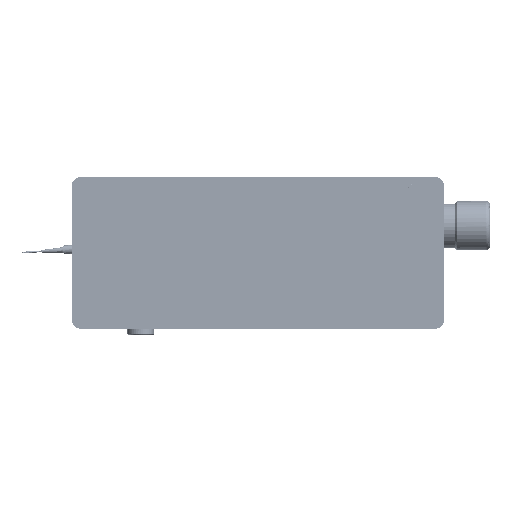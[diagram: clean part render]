
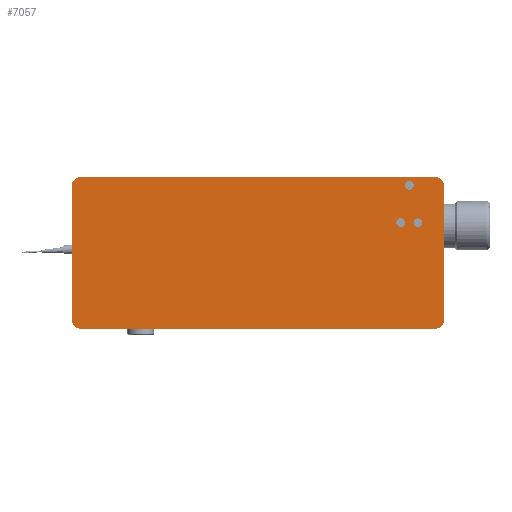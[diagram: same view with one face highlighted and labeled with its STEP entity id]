
A CAD part, front view. The second image highlights one B-rep face of the part: STEP entity #7057.
In plain terms, the highlighted face is planar.
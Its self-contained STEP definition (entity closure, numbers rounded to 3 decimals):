
#242 = DIRECTION ( 'NONE',  ( 1., 0., 0. ) ) ;
#451 = CARTESIAN_POINT ( 'NONE',  ( 0., -65., 20. ) ) ;
#969 = CARTESIAN_POINT ( 'NONE',  ( 200., -65., 20. ) ) ;
#1159 = DIRECTION ( 'NONE',  ( -1., 0., 0. ) ) ;
#1327 = EDGE_CURVE ( 'NONE', #15633, #27037, #2289, .T. ) ;
#1402 = ORIENTED_EDGE ( 'NONE', *, *, #36939, .F. ) ;
#1698 = CARTESIAN_POINT ( 'NONE',  ( 180., 57.5, 20. ) ) ;
#1979 = EDGE_LOOP ( 'NONE', ( #1402, #43935 ) ) ;
#2078 = CARTESIAN_POINT ( 'NONE',  ( 0., 0., 20. ) ) ;
#2289 = LINE ( 'NONE', #42079, #21136 ) ;
#2326 = CARTESIAN_POINT ( 'NONE',  ( 175., 100.5, 20. ) ) ;
#2444 = FACE_BOUND ( 'NONE', #4768, .T. ) ;
#2781 = DIRECTION ( 'NONE',  ( 0., 0., 1. ) ) ;
#3420 = CARTESIAN_POINT ( 'NONE',  ( 180., 57.5, 20. ) ) ;
#3806 = CIRCLE ( 'NONE', #7012, 5. ) ;
#4103 = CARTESIAN_POINT ( 'NONE',  ( 170., 100.5, 20. ) ) ;
#4167 = CARTESIAN_POINT ( 'NONE',  ( -210., 110., 20. ) ) ;
#4416 = AXIS2_PLACEMENT_3D ( 'NONE', #23025, #40868, #1159 ) ;
#4768 = EDGE_LOOP ( 'NONE', ( #34165, #39749 ) ) ;
#5790 = CARTESIAN_POINT ( 'NONE',  ( 185., 57.5, 20. ) ) ;
#6058 = CARTESIAN_POINT ( 'NONE',  ( 160., 57.5, 20. ) ) ;
#6348 = ORIENTED_EDGE ( 'NONE', *, *, #38688, .T. ) ;
#6673 = CIRCLE ( 'NONE', #36751, 5. ) ;
#7012 = AXIS2_PLACEMENT_3D ( 'NONE', #4103, #7463, #11151 ) ;
#7057 = ADVANCED_FACE ( 'NONE', ( #44650, #8718, #2444, #20133 ), #20261, .F. ) ;
#7463 = DIRECTION ( 'NONE',  ( 0., 0., 1. ) ) ;
#8718 = FACE_BOUND ( 'NONE', #1979, .T. ) ;
#9030 = EDGE_LOOP ( 'NONE', ( #13881, #13531, #10476, #33595, #37208, #12577, #11881, #6348 ) ) ;
#9035 = AXIS2_PLACEMENT_3D ( 'NONE', #14017, #29042, #39557 ) ;
#9330 = AXIS2_PLACEMENT_3D ( 'NONE', #3420, #17938, #22216 ) ;
#9743 = DIRECTION ( 'NONE',  ( 0., 0., 1. ) ) ;
#10332 = VERTEX_POINT ( 'NONE', #5790 ) ;
#10476 = ORIENTED_EDGE ( 'NONE', *, *, #39068, .T. ) ;
#10731 = CARTESIAN_POINT ( 'NONE',  ( 210., 0., 20. ) ) ;
#10897 = EDGE_CURVE ( 'NONE', #13559, #37397, #22561, .T. ) ;
#11151 = DIRECTION ( 'NONE',  ( 1., 0., 0. ) ) ;
#11881 = ORIENTED_EDGE ( 'NONE', *, *, #26884, .T. ) ;
#12166 = LINE ( 'NONE', #10731, #29294 ) ;
#12269 = AXIS2_PLACEMENT_3D ( 'NONE', #36729, #25854, #14999 ) ;
#12395 = DIRECTION ( 'NONE',  ( 1., 0., 0. ) ) ;
#12442 = CARTESIAN_POINT ( 'NONE',  ( 200., 100., 20. ) ) ;
#12560 = AXIS2_PLACEMENT_3D ( 'NONE', #6058, #9743, #41782 ) ;
#12577 = ORIENTED_EDGE ( 'NONE', *, *, #38564, .T. ) ;
#13531 = ORIENTED_EDGE ( 'NONE', *, *, #32453, .T. ) ;
#13559 = VERTEX_POINT ( 'NONE', #35903 ) ;
#13780 = DIRECTION ( 'NONE',  ( 1., 0., 0. ) ) ;
#13881 = ORIENTED_EDGE ( 'NONE', *, *, #1327, .T. ) ;
#14017 = CARTESIAN_POINT ( 'NONE',  ( -210., 100., 20. ) ) ;
#14569 = CARTESIAN_POINT ( 'NONE',  ( 160., 57.5, 20. ) ) ;
#14909 = AXIS2_PLACEMENT_3D ( 'NONE', #14569, #18741, #242 ) ;
#14999 = DIRECTION ( 'NONE',  ( -1., 0., 0. ) ) ;
#15626 = EDGE_CURVE ( 'NONE', #34581, #38742, #23256, .T. ) ;
#15633 = VERTEX_POINT ( 'NONE', #40639 ) ;
#15888 = CIRCLE ( 'NONE', #14909, 5. ) ;
#15901 = EDGE_CURVE ( 'NONE', #29762, #10332, #6673, .T. ) ;
#15942 = DIRECTION ( 'NONE',  ( 0., 0., 1. ) ) ;
#16193 = ORIENTED_EDGE ( 'NONE', *, *, #29307, .F. ) ;
#16467 = CARTESIAN_POINT ( 'NONE',  ( 165., 57.5, 20. ) ) ;
#17735 = CARTESIAN_POINT ( 'NONE',  ( -220., 100., 20. ) ) ;
#17830 = CARTESIAN_POINT ( 'NONE',  ( -220., -55., 20. ) ) ;
#17938 = DIRECTION ( 'NONE',  ( 0., 0., 1. ) ) ;
#18741 = DIRECTION ( 'NONE',  ( 0., 0., 1. ) ) ;
#19062 = VERTEX_POINT ( 'NONE', #17735 ) ;
#20133 = FACE_OUTER_BOUND ( 'NONE', #9030, .T. ) ;
#20261 = PLANE ( 'NONE',  #45954 ) ;
#20756 = VECTOR ( 'NONE', #31575, 1000. ) ;
#20786 = CARTESIAN_POINT ( 'NONE',  ( 175., 57.5, 20. ) ) ;
#20947 = VERTEX_POINT ( 'NONE', #27322 ) ;
#21136 = VECTOR ( 'NONE', #27591, 1000. ) ;
#21938 = CIRCLE ( 'NONE', #9035, 10. ) ;
#22216 = DIRECTION ( 'NONE',  ( 1., 0., 0. ) ) ;
#22561 = CIRCLE ( 'NONE', #35021, 5. ) ;
#22660 = AXIS2_PLACEMENT_3D ( 'NONE', #12442, #15942, #30483 ) ;
#23025 = CARTESIAN_POINT ( 'NONE',  ( -210., -55., 20. ) ) ;
#23256 = LINE ( 'NONE', #451, #39802 ) ;
#23665 = CIRCLE ( 'NONE', #12269, 10. ) ;
#23679 = VERTEX_POINT ( 'NONE', #16467 ) ;
#25163 = EDGE_CURVE ( 'NONE', #23679, #27529, #46528, .T. ) ;
#25854 = DIRECTION ( 'NONE',  ( 0., 0., 1. ) ) ;
#26353 = CARTESIAN_POINT ( 'NONE',  ( 170., 100.5, 20. ) ) ;
#26884 = EDGE_CURVE ( 'NONE', #20947, #44754, #12166, .T. ) ;
#27037 = VERTEX_POINT ( 'NONE', #4167 ) ;
#27322 = CARTESIAN_POINT ( 'NONE',  ( 210., -55., 20. ) ) ;
#27529 = VERTEX_POINT ( 'NONE', #42564 ) ;
#27591 = DIRECTION ( 'NONE',  ( -1., 0., 0. ) ) ;
#27618 = DIRECTION ( 'NONE',  ( -1., 0., 0. ) ) ;
#29042 = DIRECTION ( 'NONE',  ( 0., 0., 1. ) ) ;
#29294 = VECTOR ( 'NONE', #36091, 1000. ) ;
#29307 = EDGE_CURVE ( 'NONE', #27529, #23679, #15888, .T. ) ;
#29362 = CIRCLE ( 'NONE', #22660, 10. ) ;
#29495 = DIRECTION ( 'NONE',  ( 1., 0., 0. ) ) ;
#29762 = VERTEX_POINT ( 'NONE', #20786 ) ;
#30483 = DIRECTION ( 'NONE',  ( -1., 0., 0. ) ) ;
#31488 = EDGE_CURVE ( 'NONE', #10332, #29762, #44253, .T. ) ;
#31575 = DIRECTION ( 'NONE',  ( 0., -1., 0. ) ) ;
#31659 = EDGE_CURVE ( 'NONE', #39210, #34581, #43668, .T. ) ;
#31908 = CARTESIAN_POINT ( 'NONE',  ( 210., 100., 20. ) ) ;
#32380 = CARTESIAN_POINT ( 'NONE',  ( -210., -65., 20. ) ) ;
#32453 = EDGE_CURVE ( 'NONE', #27037, #19062, #21938, .T. ) ;
#32926 = EDGE_LOOP ( 'NONE', ( #45630, #16193 ) ) ;
#33265 = LINE ( 'NONE', #46243, #20756 ) ;
#33595 = ORIENTED_EDGE ( 'NONE', *, *, #31659, .T. ) ;
#34165 = ORIENTED_EDGE ( 'NONE', *, *, #31488, .F. ) ;
#34581 = VERTEX_POINT ( 'NONE', #32380 ) ;
#35021 = AXIS2_PLACEMENT_3D ( 'NONE', #26353, #2781, #13780 ) ;
#35903 = CARTESIAN_POINT ( 'NONE',  ( 165., 100.5, 20. ) ) ;
#36091 = DIRECTION ( 'NONE',  ( 0., 1., 0. ) ) ;
#36729 = CARTESIAN_POINT ( 'NONE',  ( 200., -55., 20. ) ) ;
#36751 = AXIS2_PLACEMENT_3D ( 'NONE', #1698, #45399, #12395 ) ;
#36939 = EDGE_CURVE ( 'NONE', #37397, #13559, #3806, .T. ) ;
#37208 = ORIENTED_EDGE ( 'NONE', *, *, #15626, .T. ) ;
#37397 = VERTEX_POINT ( 'NONE', #2326 ) ;
#38564 = EDGE_CURVE ( 'NONE', #38742, #20947, #23665, .T. ) ;
#38688 = EDGE_CURVE ( 'NONE', #44754, #15633, #29362, .T. ) ;
#38742 = VERTEX_POINT ( 'NONE', #969 ) ;
#39068 = EDGE_CURVE ( 'NONE', #19062, #39210, #33265, .T. ) ;
#39210 = VERTEX_POINT ( 'NONE', #17830 ) ;
#39557 = DIRECTION ( 'NONE',  ( -1., 0., 0. ) ) ;
#39749 = ORIENTED_EDGE ( 'NONE', *, *, #15901, .F. ) ;
#39802 = VECTOR ( 'NONE', #29495, 1000. ) ;
#40639 = CARTESIAN_POINT ( 'NONE',  ( 200., 110., 20. ) ) ;
#40868 = DIRECTION ( 'NONE',  ( 0., 0., 1. ) ) ;
#41782 = DIRECTION ( 'NONE',  ( 1., 0., 0. ) ) ;
#42079 = CARTESIAN_POINT ( 'NONE',  ( 0., 110., 20. ) ) ;
#42267 = DIRECTION ( 'NONE',  ( 0., 0., -1. ) ) ;
#42564 = CARTESIAN_POINT ( 'NONE',  ( 155., 57.5, 20. ) ) ;
#43668 = CIRCLE ( 'NONE', #4416, 10. ) ;
#43935 = ORIENTED_EDGE ( 'NONE', *, *, #10897, .F. ) ;
#44253 = CIRCLE ( 'NONE', #9330, 5. ) ;
#44650 = FACE_BOUND ( 'NONE', #32926, .T. ) ;
#44754 = VERTEX_POINT ( 'NONE', #31908 ) ;
#45399 = DIRECTION ( 'NONE',  ( 0., 0., 1. ) ) ;
#45630 = ORIENTED_EDGE ( 'NONE', *, *, #25163, .F. ) ;
#45954 = AXIS2_PLACEMENT_3D ( 'NONE', #2078, #42267, #27618 ) ;
#46243 = CARTESIAN_POINT ( 'NONE',  ( -220., 0., 20. ) ) ;
#46528 = CIRCLE ( 'NONE', #12560, 5. ) ;
